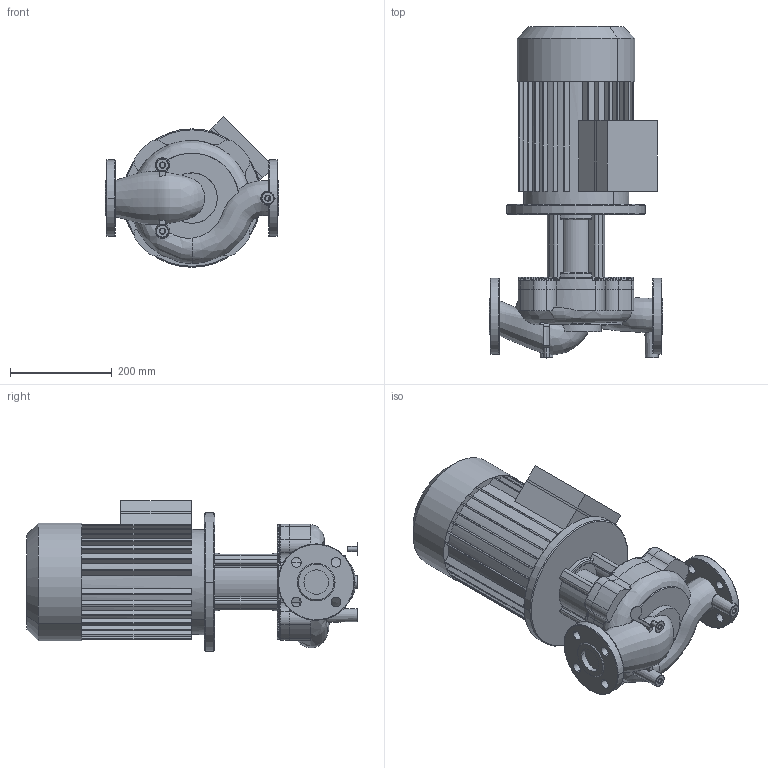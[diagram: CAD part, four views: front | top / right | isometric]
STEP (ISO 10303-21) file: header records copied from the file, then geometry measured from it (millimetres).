
FILE_DESCRIPTION((''),'2;1');
FILE_NAME('3d_IL40_160-4_2-2120870.stp','2016-05-24T11:16:05',(''),(''),'Mechanical Desktop 2009','Mechanical Desktop 2009',', , ');
FILE_SCHEMA(('CONFIG_CONTROL_DESIGN'));
Length unit declared in the file: millimetre
Products named in the file (1): Product
Bounding box: 340 x 652.03 x 296 mm (x, y, z)
Volume: 22115756 mm3; surface area: 1144895.6 mm2
Topology: 10 solids, 10 shells, 524 faces, 1397 edges, 895 vertices
Faces by surface type: plane 147, bspline 142, cylinder 140, torus 84, cone 11
Entity records: 27719 total; most frequent: CARTESIAN_POINT 14773, ORIENTED_EDGE 2776, DIRECTION 2652, EDGE_CURVE 1388, AXIS2_PLACEMENT_3D 1054, VERTEX_POINT 895, CIRCLE 671, EDGE_LOOP 573
